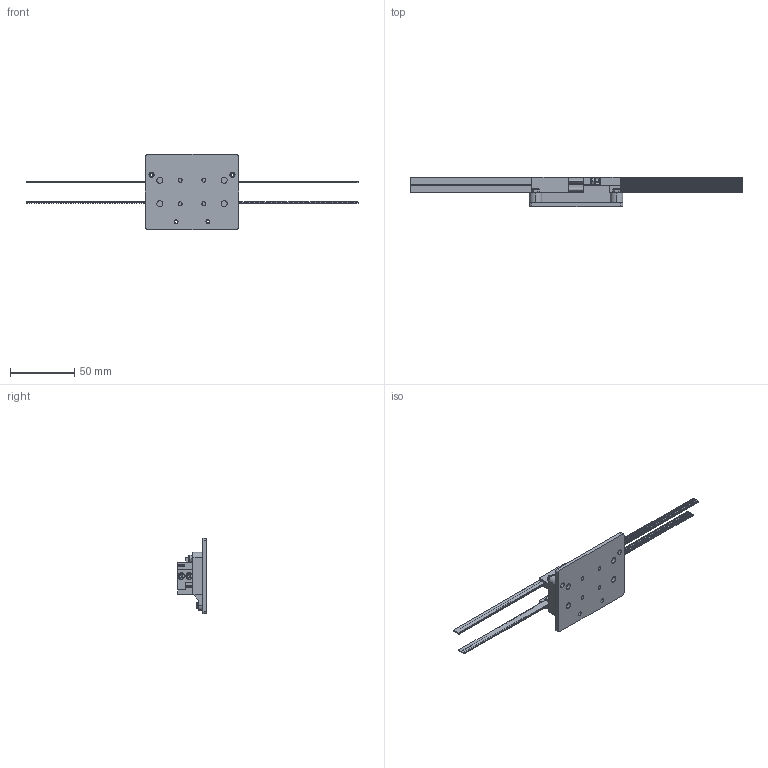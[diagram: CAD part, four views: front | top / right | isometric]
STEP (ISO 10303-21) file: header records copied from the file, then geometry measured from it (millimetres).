
FILE_DESCRIPTION(('FreeCAD Model'),'2;1');
FILE_NAME('Open CASCADE Shape Model','2025-05-03T02:25:54',('FreeCAD'),( 'FreeCAD'),'Open CASCADE STEP processor 7.6','FreeCAD','Unknown');
FILE_SCHEMA(('AUTOMOTIVE_DESIGN { 1 0 10303 214 1 1 1 1 }'));
Products named in the file (1): Open CASCADE STEP translator 7.6 1
Bounding box: 259.03 x 22.58 x 58.71 mm (x, y, z)
Volume: 46615.7 mm3; surface area: 32414.8 mm2
Topology: 22 solids, 22 shells, 4301 faces, 12227 edges, 8072 vertices
Faces by surface type: bspline 4301
Entity records: 153576 total; most frequent: CARTESIAN_POINT 84451, ORIENTED_EDGE 24446, EDGE_CURVE 12223, B_SPLINE_CURVE_WITH_KNOTS 8717, VERTEX_POINT 8072, FACE_BOUND 4475, EDGE_LOOP 4475, ADVANCED_FACE 4301
